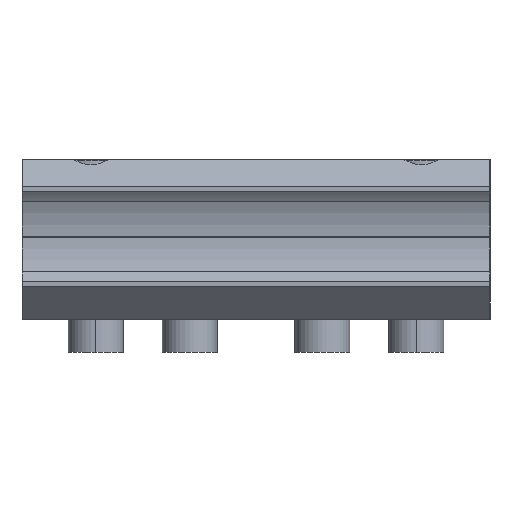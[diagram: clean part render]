
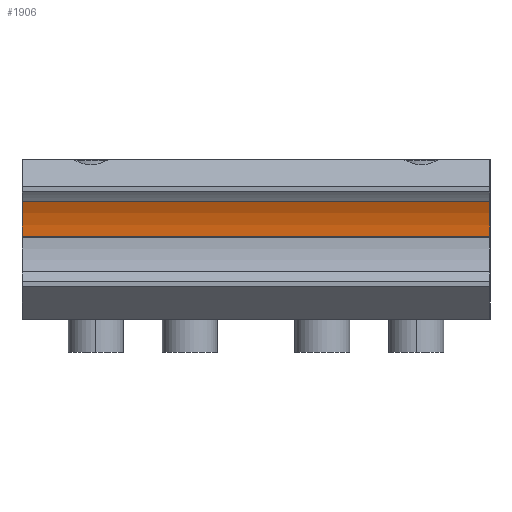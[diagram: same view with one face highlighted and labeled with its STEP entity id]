
A CAD part, left-side view. The second image highlights one B-rep face of the part: STEP entity #1906.
In plain terms, the highlighted cylindrical face has radius 15 mm (diameter 30 mm), a partial arc.
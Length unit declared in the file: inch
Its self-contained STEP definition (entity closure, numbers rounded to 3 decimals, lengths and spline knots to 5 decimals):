
#26 = EDGE_CURVE ( 'NONE', #6619, #4497, #4288, .T. ) ;
#497 = CIRCLE ( 'NONE', #3325, 0.59055 ) ;
#885 = EDGE_CURVE ( 'NONE', #1698, #4497, #942, .T. ) ;
#942 = LINE ( 'NONE', #6404, #1210 ) ;
#1198 = DIRECTION ( 'NONE',  ( -1., 0., 0. ) ) ;
#1210 = VECTOR ( 'NONE', #2110, 39.37008 ) ;
#1698 = VERTEX_POINT ( 'NONE', #6205 ) ;
#1906 = ADVANCED_FACE ( 'NONE', ( #3126 ), #5290, .F. ) ;
#2053 = DIRECTION ( 'NONE',  ( 0., 1., 0. ) ) ;
#2063 = DIRECTION ( 'NONE',  ( -1., 0., 0. ) ) ;
#2110 = DIRECTION ( 'NONE',  ( 0., 1., 0. ) ) ;
#2177 = LINE ( 'NONE', #6502, #3556 ) ;
#2257 = AXIS2_PLACEMENT_3D ( 'NONE', #6902, #2053, #6942 ) ;
#2337 = ORIENTED_EDGE ( 'NONE', *, *, #4430, .F. ) ;
#2364 = CARTESIAN_POINT ( 'NONE',  ( -2.45789, -1.67323, 0.32227 ) ) ;
#2850 = ORIENTED_EDGE ( 'NONE', *, *, #26, .T. ) ;
#3126 = FACE_OUTER_BOUND ( 'NONE', #5898, .T. ) ;
#3136 = ORIENTED_EDGE ( 'NONE', *, *, #6085, .T. ) ;
#3204 = DIRECTION ( 'NONE',  ( 0., 1., 0. ) ) ;
#3250 = ORIENTED_EDGE ( 'NONE', *, *, #885, .F. ) ;
#3325 = AXIS2_PLACEMENT_3D ( 'NONE', #6912, #3204, #2063 ) ;
#3556 = VECTOR ( 'NONE', #3825, 39.37008 ) ;
#3825 = DIRECTION ( 'NONE',  ( 0., 1., 0. ) ) ;
#4288 = CIRCLE ( 'NONE', #6212, 0.59055 ) ;
#4430 = EDGE_CURVE ( 'NONE', #6544, #1698, #497, .T. ) ;
#4475 = CARTESIAN_POINT ( 'NONE',  ( -2.95276, 1.67323, 0. ) ) ;
#4497 = VERTEX_POINT ( 'NONE', #5009 ) ;
#5009 = CARTESIAN_POINT ( 'NONE',  ( -2.3622, 1.67323, 0. ) ) ;
#5290 = CYLINDRICAL_SURFACE ( 'NONE', #2257, 0.59055 ) ;
#5898 = EDGE_LOOP ( 'NONE', ( #2850, #3250, #2337, #3136 ) ) ;
#6069 = DIRECTION ( 'NONE',  ( 0., 1., 0. ) ) ;
#6085 = EDGE_CURVE ( 'NONE', #6544, #6619, #2177, .T. ) ;
#6163 = CARTESIAN_POINT ( 'NONE',  ( -2.45789, 1.67323, 0.32227 ) ) ;
#6205 = CARTESIAN_POINT ( 'NONE',  ( -2.3622, -1.67323, 0. ) ) ;
#6212 = AXIS2_PLACEMENT_3D ( 'NONE', #4475, #6069, #1198 ) ;
#6404 = CARTESIAN_POINT ( 'NONE',  ( -2.3622, -1.67323, 0. ) ) ;
#6502 = CARTESIAN_POINT ( 'NONE',  ( -2.45789, -1.67323, 0.32227 ) ) ;
#6544 = VERTEX_POINT ( 'NONE', #2364 ) ;
#6619 = VERTEX_POINT ( 'NONE', #6163 ) ;
#6902 = CARTESIAN_POINT ( 'NONE',  ( -2.95276, -1.67323, 0. ) ) ;
#6912 = CARTESIAN_POINT ( 'NONE',  ( -2.95276, -1.67323, 0. ) ) ;
#6942 = DIRECTION ( 'NONE',  ( -1., 0., 0. ) ) ;
